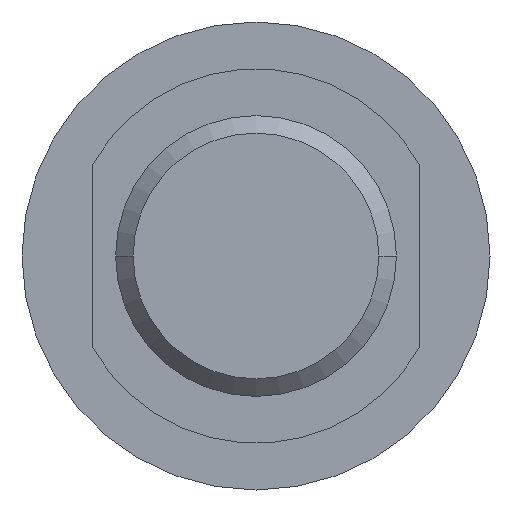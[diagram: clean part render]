
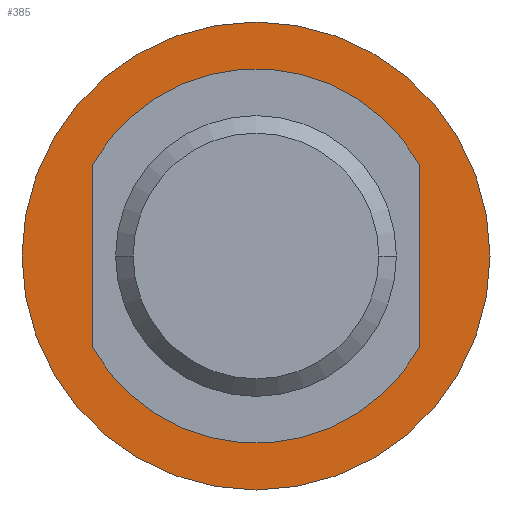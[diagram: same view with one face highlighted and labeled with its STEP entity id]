
A CAD part, left-side view. The second image highlights one B-rep face of the part: STEP entity #385.
In plain terms, the highlighted planar face has unit normal (-1, 0, 0).
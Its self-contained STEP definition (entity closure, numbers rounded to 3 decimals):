
#212=CARTESIAN_POINT('',(80.0,20.0,0.0));
#213=VERTEX_POINT('',#212);
#222=CARTESIAN_POINT('',(80.0,-20.0,0.));
#223=VERTEX_POINT('',#222);
#224=CARTESIAN_POINT('',(80.0,0.0,0.0));
#225=DIRECTION('',(1.0,0.0,0.0));
#226=DIRECTION('',(0.0,1.0,0.0));
#227=AXIS2_PLACEMENT_3D('',#224,#225,#226);
#228=CIRCLE('',#227,20.0);
#229=EDGE_CURVE('',#213,#223,#228,.T.);
#290=CARTESIAN_POINT('',(80.0,12.5,0.0));
#291=VERTEX_POINT('',#290);
#307=CARTESIAN_POINT('',(80.0,-12.5,0.));
#308=VERTEX_POINT('',#307);
#315=CARTESIAN_POINT('',(80.0,0.0,0.0));
#316=DIRECTION('',(1.0,0.0,0.0));
#317=DIRECTION('',(0.0,1.0,0.0));
#318=AXIS2_PLACEMENT_3D('',#315,#316,#317);
#319=CIRCLE('',#318,12.5);
#320=EDGE_CURVE('',#291,#308,#319,.T.);
#331=CARTESIAN_POINT('',(80.0,0.0,0.0));
#332=DIRECTION('',(1.0,0.0,0.0));
#333=DIRECTION('',(0.0,1.0,0.0));
#334=AXIS2_PLACEMENT_3D('',#331,#332,#333);
#335=CIRCLE('',#334,12.5);
#336=EDGE_CURVE('',#308,#291,#335,.T.);
#366=CARTESIAN_POINT('',(80.0,10.0,0.0));
#367=DIRECTION('',(-1.0,0.0,0.0));
#368=DIRECTION('',(0.0,0.0,1.0));
#369=AXIS2_PLACEMENT_3D('',#366,#367,#368);
#370=PLANE('',#369);
#371=ORIENTED_EDGE('',*,*,#229,.F.);
#372=CARTESIAN_POINT('',(80.0,0.0,0.0));
#373=DIRECTION('',(1.0,0.0,0.0));
#374=DIRECTION('',(0.0,1.0,0.0));
#375=AXIS2_PLACEMENT_3D('',#372,#373,#374);
#376=CIRCLE('',#375,20.0);
#377=EDGE_CURVE('',#223,#213,#376,.T.);
#378=ORIENTED_EDGE('',*,*,#377,.F.);
#379=EDGE_LOOP('',(#371,#378));
#380=FACE_OUTER_BOUND('',#379,.T.);
#381=ORIENTED_EDGE('',*,*,#320,.T.);
#382=ORIENTED_EDGE('',*,*,#336,.T.);
#383=EDGE_LOOP('',(#381,#382));
#384=FACE_BOUND('',#383,.T.);
#385=ADVANCED_FACE('',(#380,#384),#370,.T.);
